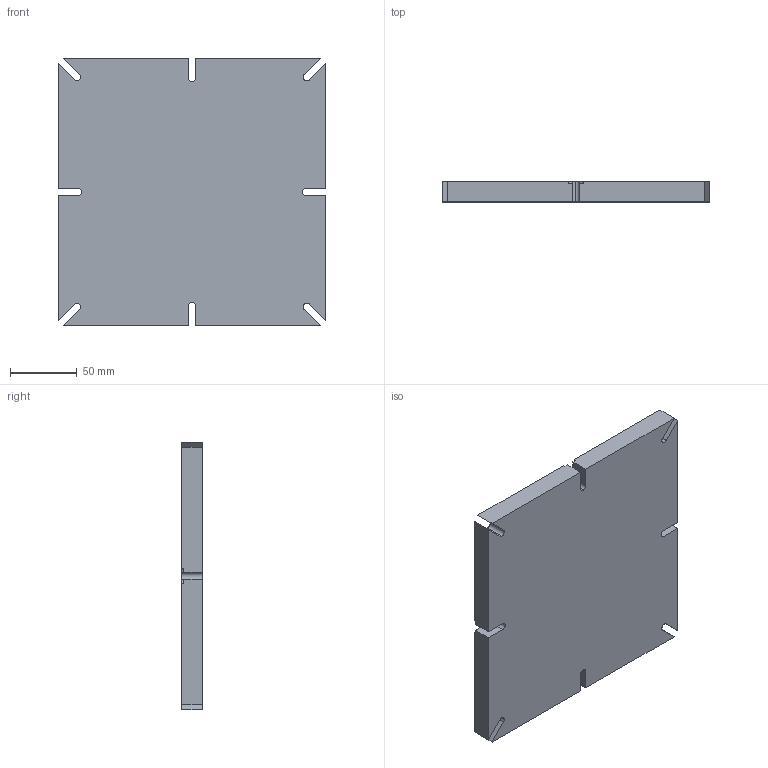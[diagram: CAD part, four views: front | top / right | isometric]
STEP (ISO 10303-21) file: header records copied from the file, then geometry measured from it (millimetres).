
FILE_DESCRIPTION (( 'STEP AP203' ), '1' );
FILE_NAME ('ScreenmouldBV2.STEP', '2020-03-28T10:13:21', ( '' ), ( '' ), 'SwSTEP 2.0', 'SolidWorks 2018', '' );
FILE_SCHEMA (( 'CONFIG_CONTROL_DESIGN' ));
Length unit declared in the file: millimetre
Products named in the file (1): ScreenmouldBV2
Bounding box: 200 x 15 x 200 mm (x, y, z)
Volume: 571164.1 mm3; surface area: 99977.7 mm2
Topology: 1 solids, 1 shells, 333 faces, 923 edges, 591 vertices
Faces by surface type: cylinder 150, plane 136, torus 39, bspline 4, sphere 4
Entity records: 11353 total; most frequent: CARTESIAN_POINT 2508, DIRECTION 1949, ORIENTED_EDGE 1838, EDGE_CURVE 919, AXIS2_PLACEMENT_3D 735, VERTEX_POINT 591, VECTOR 479, LINE 479
